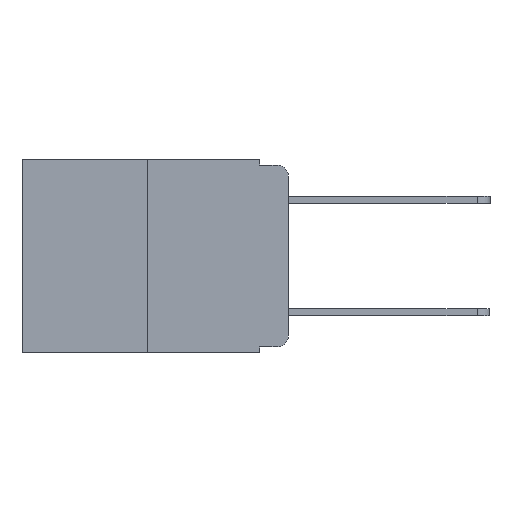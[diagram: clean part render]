
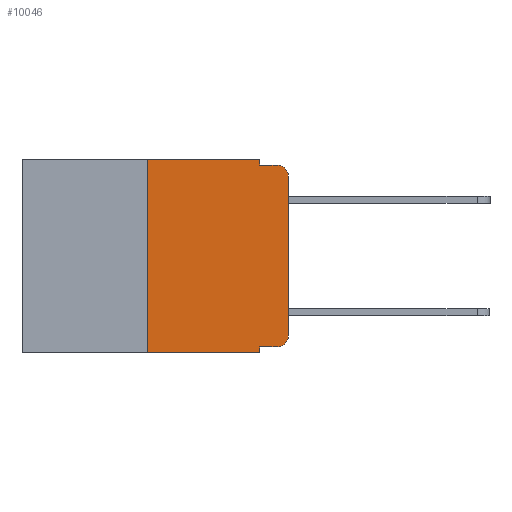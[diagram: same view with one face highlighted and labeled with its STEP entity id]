
A CAD part, left-side view. The second image highlights one B-rep face of the part: STEP entity #10046.
In plain terms, the highlighted planar face has unit normal (-1, 0, 0).
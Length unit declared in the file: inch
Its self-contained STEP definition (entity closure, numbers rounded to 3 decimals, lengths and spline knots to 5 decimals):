
#397 = AXIS2_PLACEMENT_3D ( 'NONE', #6003, #6859, #6856 ) ;
#589 = EDGE_CURVE ( 'NONE', #6914, #8156, #5520, .T. ) ;
#649 = DIRECTION ( 'NONE',  ( 0., 0., -1. ) ) ;
#673 = EDGE_CURVE ( 'NONE', #4003, #2423, #6984, .T. ) ;
#923 = LINE ( 'NONE', #6938, #3051 ) ;
#935 = LINE ( 'NONE', #3594, #3329 ) ;
#975 = CARTESIAN_POINT ( 'NONE',  ( 0., 0., -0.313 ) ) ;
#1087 = CARTESIAN_POINT ( 'NONE',  ( 0., 0.02, -0.01 ) ) ;
#1232 = DIRECTION ( 'NONE',  ( 0., 0., -1. ) ) ;
#1516 = EDGE_CURVE ( 'NONE', #6459, #9538, #8610, .T. ) ;
#1807 = CARTESIAN_POINT ( 'NONE',  ( 0., 0.473, 0. ) ) ;
#2151 = ORIENTED_EDGE ( 'NONE', *, *, #8676, .T. ) ;
#2423 = VERTEX_POINT ( 'NONE', #1087 ) ;
#2578 = CARTESIAN_POINT ( 'NONE',  ( 0., 0.051, -0.343 ) ) ;
#2703 = DIRECTION ( 'NONE',  ( 1., 0., 0. ) ) ;
#2747 = CARTESIAN_POINT ( 'NONE',  ( 0., 0.02, -0.333 ) ) ;
#2766 = VECTOR ( 'NONE', #649, 39.37008 ) ;
#3000 = CARTESIAN_POINT ( 'NONE',  ( 0., 0.25, -0.343 ) ) ;
#3043 = CARTESIAN_POINT ( 'NONE',  ( 0., 0.051, -0.01 ) ) ;
#3051 = VECTOR ( 'NONE', #3433, 39.37008 ) ;
#3162 = ORIENTED_EDGE ( 'NONE', *, *, #5815, .F. ) ;
#3240 = DIRECTION ( 'NONE',  ( 0., 0., -1. ) ) ;
#3329 = VECTOR ( 'NONE', #7865, 39.37008 ) ;
#3376 = CARTESIAN_POINT ( 'NONE',  ( 0., 0.051, 0. ) ) ;
#3433 = DIRECTION ( 'NONE',  ( 0., 0., 1. ) ) ;
#3475 = DIRECTION ( 'NONE',  ( 0., -1., 0. ) ) ;
#3594 = CARTESIAN_POINT ( 'NONE',  ( 0., 0., 0. ) ) ;
#3673 = VERTEX_POINT ( 'NONE', #3000 ) ;
#3702 = VERTEX_POINT ( 'NONE', #3043 ) ;
#3740 = ORIENTED_EDGE ( 'NONE', *, *, #673, .T. ) ;
#3796 = EDGE_LOOP ( 'NONE', ( #7506, #3740, #5533, #3162, #5263, #6138, #2151, #4519, #6803, #8972 ) ) ;
#3872 = CARTESIAN_POINT ( 'NONE',  ( 0., 0.473, -0.343 ) ) ;
#4003 = VERTEX_POINT ( 'NONE', #4566 ) ;
#4084 = AXIS2_PLACEMENT_3D ( 'NONE', #10799, #4144, #3240 ) ;
#4144 = DIRECTION ( 'NONE',  ( -1., 0., 0. ) ) ;
#4180 = VERTEX_POINT ( 'NONE', #6393 ) ;
#4352 = EDGE_CURVE ( 'NONE', #4180, #6459, #9287, .T. ) ;
#4519 = ORIENTED_EDGE ( 'NONE', *, *, #7369, .F. ) ;
#4566 = CARTESIAN_POINT ( 'NONE',  ( 0., 0., -0.03 ) ) ;
#4794 = CARTESIAN_POINT ( 'NONE',  ( 0., 0.051, 0. ) ) ;
#4884 = VECTOR ( 'NONE', #8540, 39.37008 ) ;
#5202 = VERTEX_POINT ( 'NONE', #2578 ) ;
#5263 = ORIENTED_EDGE ( 'NONE', *, *, #589, .F. ) ;
#5332 = LINE ( 'NONE', #8440, #9433 ) ;
#5520 = LINE ( 'NONE', #9312, #9602 ) ;
#5533 = ORIENTED_EDGE ( 'NONE', *, *, #6966, .F. ) ;
#5815 = EDGE_CURVE ( 'NONE', #8156, #3702, #6591, .T. ) ;
#5960 = AXIS2_PLACEMENT_3D ( 'NONE', #1807, #2703, #8683 ) ;
#6003 = CARTESIAN_POINT ( 'NONE',  ( 0., 0.02, -0.313 ) ) ;
#6138 = ORIENTED_EDGE ( 'NONE', *, *, #10398, .F. ) ;
#6393 = CARTESIAN_POINT ( 'NONE',  ( 0., 0.051, -0.333 ) ) ;
#6459 = VERTEX_POINT ( 'NONE', #2747 ) ;
#6504 = LINE ( 'NONE', #3872, #6777 ) ;
#6591 = LINE ( 'NONE', #3376, #2766 ) ;
#6659 = CARTESIAN_POINT ( 'NONE',  ( 0., 0.051, 0. ) ) ;
#6753 = CARTESIAN_POINT ( 'NONE',  ( 0., 0.25, 0. ) ) ;
#6777 = VECTOR ( 'NONE', #10496, 39.37008 ) ;
#6803 = ORIENTED_EDGE ( 'NONE', *, *, #4352, .T. ) ;
#6856 = DIRECTION ( 'NONE',  ( 0., 0., -1. ) ) ;
#6859 = DIRECTION ( 'NONE',  ( -1., 0., 0. ) ) ;
#6914 = VERTEX_POINT ( 'NONE', #6753 ) ;
#6938 = CARTESIAN_POINT ( 'NONE',  ( 0., 0.25, 0. ) ) ;
#6966 = EDGE_CURVE ( 'NONE', #3702, #2423, #5332, .T. ) ;
#6984 = CIRCLE ( 'NONE', #4084, 0.02 ) ;
#7049 = PLANE ( 'NONE',  #5960 ) ;
#7369 = EDGE_CURVE ( 'NONE', #4180, #5202, #8078, .T. ) ;
#7506 = ORIENTED_EDGE ( 'NONE', *, *, #10052, .T. ) ;
#7865 = DIRECTION ( 'NONE',  ( 0., 0., 1. ) ) ;
#7896 = FACE_OUTER_BOUND ( 'NONE', #3796, .T. ) ;
#8078 = LINE ( 'NONE', #4794, #10198 ) ;
#8156 = VERTEX_POINT ( 'NONE', #6659 ) ;
#8440 = CARTESIAN_POINT ( 'NONE',  ( 0., 0.051, -0.01 ) ) ;
#8540 = DIRECTION ( 'NONE',  ( 0., -1., 0. ) ) ;
#8610 = CIRCLE ( 'NONE', #397, 0.02 ) ;
#8676 = EDGE_CURVE ( 'NONE', #3673, #5202, #6504, .T. ) ;
#8683 = DIRECTION ( 'NONE',  ( 0., 0., -1. ) ) ;
#8972 = ORIENTED_EDGE ( 'NONE', *, *, #1516, .T. ) ;
#9229 = DIRECTION ( 'NONE',  ( 0., -1., 0. ) ) ;
#9287 = LINE ( 'NONE', #10486, #4884 ) ;
#9312 = CARTESIAN_POINT ( 'NONE',  ( 0., 0.473, 0. ) ) ;
#9433 = VECTOR ( 'NONE', #9229, 39.37008 ) ;
#9538 = VERTEX_POINT ( 'NONE', #975 ) ;
#9602 = VECTOR ( 'NONE', #3475, 39.37008 ) ;
#10046 = ADVANCED_FACE ( 'NONE', ( #7896 ), #7049, .F. ) ;
#10052 = EDGE_CURVE ( 'NONE', #9538, #4003, #935, .T. ) ;
#10198 = VECTOR ( 'NONE', #1232, 39.37008 ) ;
#10398 = EDGE_CURVE ( 'NONE', #3673, #6914, #923, .T. ) ;
#10486 = CARTESIAN_POINT ( 'NONE',  ( 0., 0.051, -0.333 ) ) ;
#10496 = DIRECTION ( 'NONE',  ( 0., -1., 0. ) ) ;
#10799 = CARTESIAN_POINT ( 'NONE',  ( 0., 0.02, -0.03 ) ) ;
